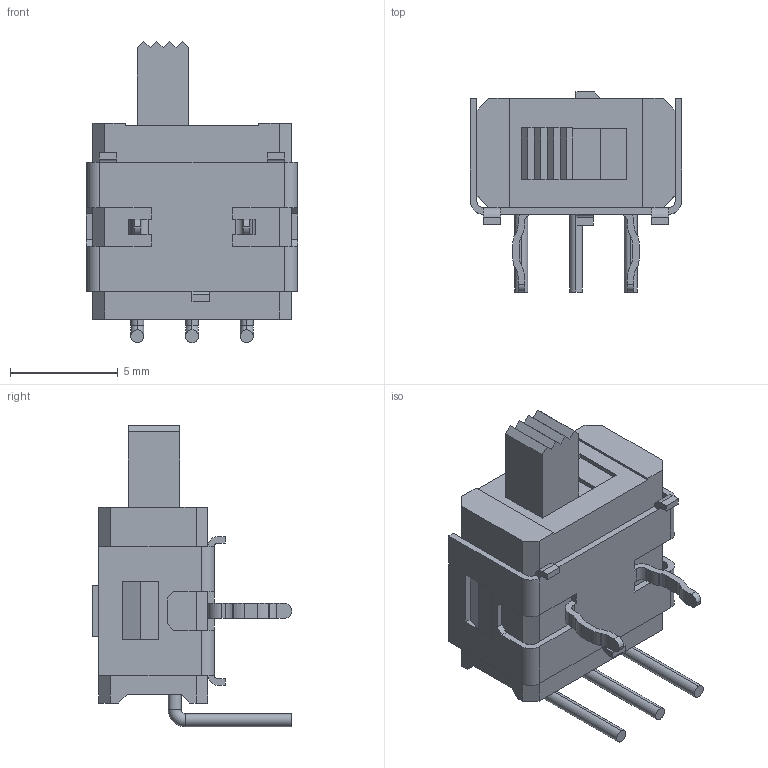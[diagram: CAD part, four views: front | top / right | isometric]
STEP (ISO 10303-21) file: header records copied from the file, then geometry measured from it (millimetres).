
FILE_DESCRIPTION (( 'STEP AP214' ), '1' );
FILE_NAME ('AS11CH.STEP', '2021-08-25T22:13:15', ( '' ), ( '' ), 'SwSTEP 2.0', 'SolidWorks 2017', '' );
FILE_SCHEMA (( 'AUTOMOTIVE_DESIGN' ));
Length unit declared in the file: millimetre
Products named in the file (1): AS11CH
Bounding box: 9.8 x 9.28 x 14 mm (x, y, z)
Volume: 463.8 mm3; surface area: 704.3 mm2
Topology: 6 solids, 6 shells, 191 faces, 509 edges, 330 vertices
Faces by surface type: plane 135, cylinder 50, torus 6
Entity records: 5980 total; most frequent: CARTESIAN_POINT 1031, ORIENTED_EDGE 1018, DIRECTION 999, EDGE_CURVE 509, LINE 403, VECTOR 403, VERTEX_POINT 330, AXIS2_PLACEMENT_3D 298
